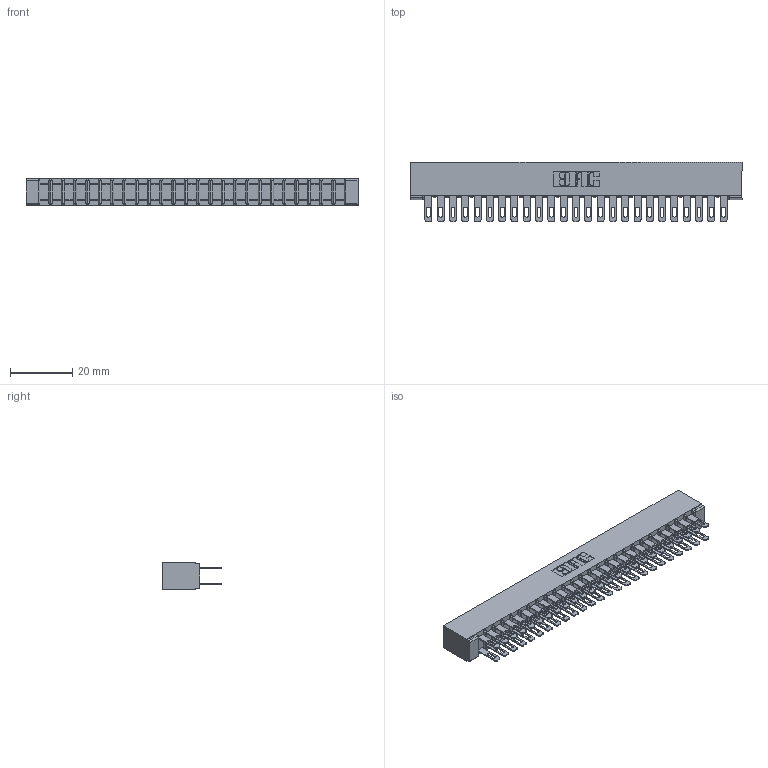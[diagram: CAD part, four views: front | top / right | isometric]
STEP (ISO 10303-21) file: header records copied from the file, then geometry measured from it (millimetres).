
FILE_DESCRIPTION (( 'STEP AP203' ), '1' );
FILE_NAME ('307-050-500-201.STEP', '2019-09-06T10:33:25', ( '' ), ( '' ), 'SwSTEP 2.0', 'SolidWorks 2016', '' );
FILE_SCHEMA (( 'CONFIG_CONTROL_DESIGN' ));
Length unit declared in the file: inch
Products named in the file (3): 307 Part_No Mounting Lugs; 307-290-001_500; 307-050-500-201
Assembly tree (51 placements, depth 2):
  307-050-500-201
    307 Part_No Mounting Lugs
    307-290-001_500  x50
Bounding box: 106.93 x 19.18 x 8.71 mm (x, y, z)
Volume: 7370.7 mm3; surface area: 14440.3 mm2
Topology: 51 solids, 51 shells, 2436 faces, 6799 edges, 4394 vertices
Faces by surface type: plane 1566, cylinder 818, sphere 52
Entity records: 24024 total; most frequent: CARTESIAN_POINT 3929, ORIENTED_EDGE 3890, DIRECTION 3857, EDGE_CURVE 1945, LINE 1485, VECTOR 1485, VERTEX_POINT 1258, AXIS2_PLACEMENT_3D 1186
